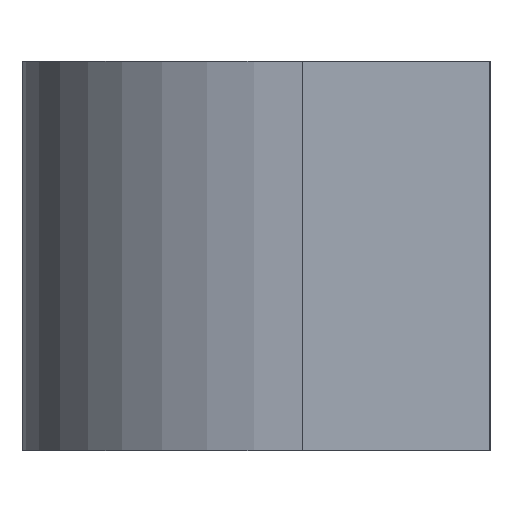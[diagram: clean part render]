
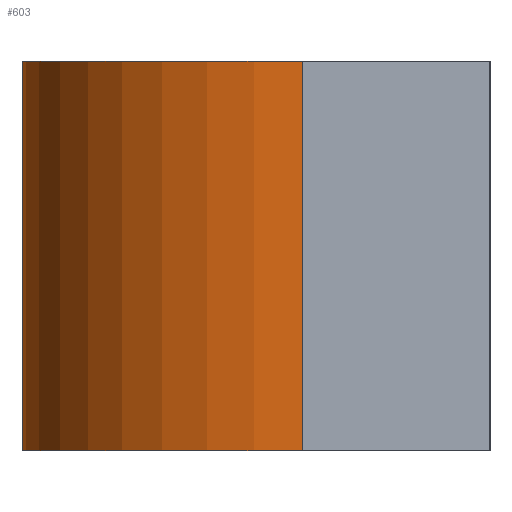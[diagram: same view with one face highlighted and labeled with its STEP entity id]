
A CAD part, left-side view. The second image highlights one B-rep face of the part: STEP entity #603.
In plain terms, the highlighted cylindrical face has radius 18 mm (diameter 36 mm), a partial arc.
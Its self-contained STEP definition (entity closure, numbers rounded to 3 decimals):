
#12 = EDGE_CURVE ( 'NONE', #218, #578, #667, .T. ) ;
#46 = FACE_OUTER_BOUND ( 'NONE', #650, .T. ) ;
#66 = ORIENTED_EDGE ( 'NONE', *, *, #148, .F. ) ;
#87 = DIRECTION ( 'NONE',  ( -1., 0., 0. ) ) ;
#88 = CARTESIAN_POINT ( 'NONE',  ( -66., 12., -12.5 ) ) ;
#104 = DIRECTION ( 'NONE',  ( 0., 0., -1. ) ) ;
#108 = CARTESIAN_POINT ( 'NONE',  ( -66., 30., -12.5 ) ) ;
#113 = LINE ( 'NONE', #213, #539 ) ;
#137 = VERTEX_POINT ( 'NONE', #610 ) ;
#148 = EDGE_CURVE ( 'NONE', #521, #137, #421, .T. ) ;
#150 = DIRECTION ( 'NONE',  ( 0., 0., -1. ) ) ;
#173 = DIRECTION ( 'NONE',  ( 0., 0., -1. ) ) ;
#185 = EDGE_CURVE ( 'NONE', #521, #218, #113, .T. ) ;
#197 = ORIENTED_EDGE ( 'NONE', *, *, #185, .T. ) ;
#200 = AXIS2_PLACEMENT_3D ( 'NONE', #599, #367, #87 ) ;
#213 = CARTESIAN_POINT ( 'NONE',  ( -66., 30., 12.5 ) ) ;
#216 = LINE ( 'NONE', #262, #531 ) ;
#218 = VERTEX_POINT ( 'NONE', #108 ) ;
#227 = ORIENTED_EDGE ( 'NONE', *, *, #12, .T. ) ;
#262 = CARTESIAN_POINT ( 'NONE',  ( -84., 12., 12.5 ) ) ;
#310 = DIRECTION ( 'NONE',  ( -1., 0., 0. ) ) ;
#367 = DIRECTION ( 'NONE',  ( 0., 0., 1. ) ) ;
#376 = CARTESIAN_POINT ( 'NONE',  ( -66., 30., 12.5 ) ) ;
#401 = EDGE_CURVE ( 'NONE', #137, #578, #216, .T. ) ;
#421 = CIRCLE ( 'NONE', #200, 18. ) ;
#432 = AXIS2_PLACEMENT_3D ( 'NONE', #88, #593, #310 ) ;
#444 = CARTESIAN_POINT ( 'NONE',  ( -84., 12., -12.5 ) ) ;
#520 = CARTESIAN_POINT ( 'NONE',  ( -66., 12., 12.5 ) ) ;
#521 = VERTEX_POINT ( 'NONE', #376 ) ;
#531 = VECTOR ( 'NONE', #150, 1000. ) ;
#539 = VECTOR ( 'NONE', #173, 1000. ) ;
#578 = VERTEX_POINT ( 'NONE', #444 ) ;
#591 = AXIS2_PLACEMENT_3D ( 'NONE', #520, #104, #688 ) ;
#593 = DIRECTION ( 'NONE',  ( 0., 0., 1. ) ) ;
#599 = CARTESIAN_POINT ( 'NONE',  ( -66., 12., 12.5 ) ) ;
#603 = ADVANCED_FACE ( 'NONE', ( #46 ), #618, .T. ) ;
#610 = CARTESIAN_POINT ( 'NONE',  ( -84., 12., 12.5 ) ) ;
#618 = CYLINDRICAL_SURFACE ( 'NONE', #591, 18. ) ;
#650 = EDGE_LOOP ( 'NONE', ( #227, #687, #66, #197 ) ) ;
#667 = CIRCLE ( 'NONE', #432, 18. ) ;
#687 = ORIENTED_EDGE ( 'NONE', *, *, #401, .F. ) ;
#688 = DIRECTION ( 'NONE',  ( -1., 0., 0. ) ) ;
